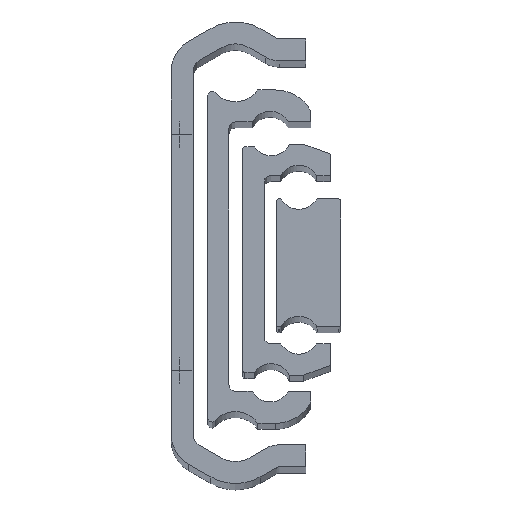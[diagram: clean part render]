
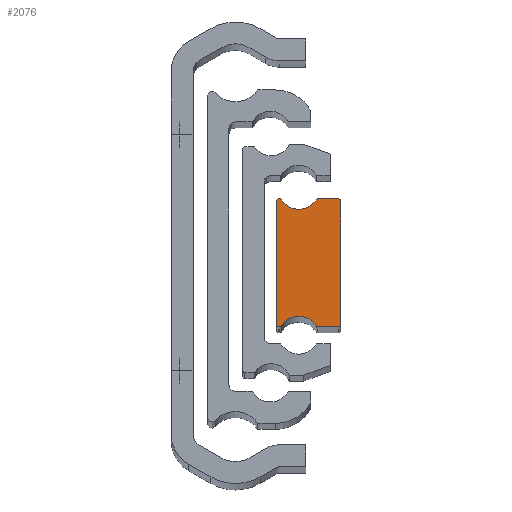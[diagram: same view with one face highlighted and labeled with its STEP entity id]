
A CAD part, top view. The second image highlights one B-rep face of the part: STEP entity #2076.
In plain terms, the highlighted planar face has unit normal (0, 0, 1).
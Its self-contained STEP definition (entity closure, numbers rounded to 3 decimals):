
#73 = CARTESIAN_POINT ( 'NONE',  ( 19.45, 9.2, 501.5 ) ) ;
#74 = PLANE ( 'NONE',  #3656 ) ;
#76 = DIRECTION ( 'NONE',  ( 0., 0., 1. ) ) ;
#77 = DIRECTION ( 'NONE',  ( 1., 0., 0. ) ) ;
#185 = CARTESIAN_POINT ( 'NONE',  ( 10.25, 9.3, 501.5 ) ) ;
#194 = CARTESIAN_POINT ( 'NONE',  ( 16.32, 9.5, 501.5 ) ) ;
#217 = CARTESIAN_POINT ( 'NONE',  ( 10.45, -9.5, 501.5 ) ) ;
#221 = CARTESIAN_POINT ( 'NONE',  ( 19.45, 9.5, 501.5 ) ) ;
#223 = CARTESIAN_POINT ( 'NONE',  ( 10.68, -9.5, 501.5 ) ) ;
#232 = CARTESIAN_POINT ( 'NONE',  ( 19.45, -9.5, 501.5 ) ) ;
#282 = CARTESIAN_POINT ( 'NONE',  ( 19.75, -9.2, 501.5 ) ) ;
#283 = CARTESIAN_POINT ( 'NONE',  ( 16.067, 9.361, 501.5 ) ) ;
#329 = CARTESIAN_POINT ( 'NONE',  ( 10.68, 9.5, 501.5 ) ) ;
#331 = CARTESIAN_POINT ( 'NONE',  ( 10.45, 9.5, 501.5 ) ) ;
#363 = CARTESIAN_POINT ( 'NONE',  ( 10.25, -9.3, 501.5 ) ) ;
#372 = CARTESIAN_POINT ( 'NONE',  ( 10.933, 9.361, 501.5 ) ) ;
#380 = CARTESIAN_POINT ( 'NONE',  ( 16.32, -9.5, 501.5 ) ) ;
#381 = CARTESIAN_POINT ( 'NONE',  ( 16.067, -9.361, 501.5 ) ) ;
#398 = CARTESIAN_POINT ( 'NONE',  ( 10.933, -9.361, 501.5 ) ) ;
#400 = CARTESIAN_POINT ( 'NONE',  ( 19.75, 9.2, 501.5 ) ) ;
#483 = CARTESIAN_POINT ( 'NONE',  ( 19.45, 9.2, 501.5 ) ) ;
#484 = DIRECTION ( 'NONE',  ( 0., 0., 1. ) ) ;
#485 = DIRECTION ( 'NONE',  ( 1., 0., 0. ) ) ;
#536 = CARTESIAN_POINT ( 'NONE',  ( 10.68, -9.2, 501.5 ) ) ;
#538 = DIRECTION ( 'NONE',  ( 0., 0., 1. ) ) ;
#539 = DIRECTION ( 'NONE',  ( 1., 0., 0. ) ) ;
#547 = CARTESIAN_POINT ( 'NONE',  ( 19.45, 9.5, 501.5 ) ) ;
#548 = DIRECTION ( 'NONE',  ( -1., 0., 0. ) ) ;
#661 = CARTESIAN_POINT ( 'NONE',  ( 10.68, 9.2, 501.5 ) ) ;
#667 = DIRECTION ( 'NONE',  ( 0., 0., 1. ) ) ;
#668 = DIRECTION ( 'NONE',  ( 1., 0., 0. ) ) ;
#711 = CARTESIAN_POINT ( 'NONE',  ( 19.45, -9.2, 501.5 ) ) ;
#716 = DIRECTION ( 'NONE',  ( 0., 0., 1. ) ) ;
#717 = DIRECTION ( 'NONE',  ( 1., 0., 0. ) ) ;
#725 = CARTESIAN_POINT ( 'NONE',  ( 13.5, 10.99, 501.5 ) ) ;
#726 = DIRECTION ( 'NONE',  ( 0., 0., -1. ) ) ;
#727 = DIRECTION ( 'NONE',  ( 1., 0., 0. ) ) ;
#797 = CARTESIAN_POINT ( 'NONE',  ( 16.32, -9.2, 501.5 ) ) ;
#802 = DIRECTION ( 'NONE',  ( 0., 0., 1. ) ) ;
#803 = DIRECTION ( 'NONE',  ( 1., 0., 0. ) ) ;
#837 = CARTESIAN_POINT ( 'NONE',  ( 16.32, 9.2, 501.5 ) ) ;
#846 = DIRECTION ( 'NONE',  ( 0., 0., 1. ) ) ;
#847 = DIRECTION ( 'NONE',  ( 1., 0., 0. ) ) ;
#853 = CARTESIAN_POINT ( 'NONE',  ( 10.68, 9.5, 501.5 ) ) ;
#854 = DIRECTION ( 'NONE',  ( -1., 0., 0. ) ) ;
#860 = CARTESIAN_POINT ( 'NONE',  ( 10.45, 9.3, 501.5 ) ) ;
#863 = DIRECTION ( 'NONE',  ( 0., 0., 1. ) ) ;
#864 = DIRECTION ( 'NONE',  ( 1., 0., 0. ) ) ;
#904 = CARTESIAN_POINT ( 'NONE',  ( 10.25, 9.3, 501.5 ) ) ;
#905 = DIRECTION ( 'NONE',  ( 0., -1., 0. ) ) ;
#917 = CARTESIAN_POINT ( 'NONE',  ( 13.5, -10.99, 501.5 ) ) ;
#926 = DIRECTION ( 'NONE',  ( 0., 0., -1. ) ) ;
#927 = DIRECTION ( 'NONE',  ( 1., 0., 0. ) ) ;
#938 = CARTESIAN_POINT ( 'NONE',  ( 16.32, -9.5, 501.5 ) ) ;
#939 = DIRECTION ( 'NONE',  ( 1., 0., 0. ) ) ;
#953 = CARTESIAN_POINT ( 'NONE',  ( 19.75, -9.2, 501.5 ) ) ;
#954 = DIRECTION ( 'NONE',  ( 0., 1., 0. ) ) ;
#958 = CARTESIAN_POINT ( 'NONE',  ( 10.45, -9.5, 501.5 ) ) ;
#959 = DIRECTION ( 'NONE',  ( 1., 0., 0. ) ) ;
#969 = CARTESIAN_POINT ( 'NONE',  ( 10.45, -9.3, 501.5 ) ) ;
#975 = DIRECTION ( 'NONE',  ( 0., 0., 1. ) ) ;
#976 = DIRECTION ( 'NONE',  ( 1., 0., 0. ) ) ;
#1615 = ORIENTED_EDGE ( 'NONE', *, *, #3471, .T. ) ;
#1628 = ORIENTED_EDGE ( 'NONE', *, *, #3438, .T. ) ;
#1630 = ORIENTED_EDGE ( 'NONE', *, *, #3307, .T. ) ;
#1639 = ORIENTED_EDGE ( 'NONE', *, *, #3282, .T. ) ;
#1641 = ORIENTED_EDGE ( 'NONE', *, *, #3456, .T. ) ;
#1645 = ORIENTED_EDGE ( 'NONE', *, *, #3357, .T. ) ;
#1692 = ORIENTED_EDGE ( 'NONE', *, *, #3412, .T. ) ;
#1693 = ORIENTED_EDGE ( 'NONE', *, *, #3303, .T. ) ;
#1696 = ORIENTED_EDGE ( 'NONE', *, *, #3434, .T. ) ;
#1698 = ORIENTED_EDGE ( 'NONE', *, *, #3486, .T. ) ;
#1699 = ORIENTED_EDGE ( 'NONE', *, *, #3431, .T. ) ;
#1700 = ORIENTED_EDGE ( 'NONE', *, *, #3465, .T. ) ;
#1701 = ORIENTED_EDGE ( 'NONE', *, *, #3479, .T. ) ;
#1706 = ORIENTED_EDGE ( 'NONE', *, *, #3477, .T. ) ;
#1710 = ORIENTED_EDGE ( 'NONE', *, *, #3376, .T. ) ;
#1826 = EDGE_LOOP ( 'NONE', ( #1639, #1630, #1699, #1848, #1645, #1696, #1628, #1641, #1698, #1701, #1693, #1700, #1692, #1615, #1710, #1706 ) ) ;
#1848 = ORIENTED_EDGE ( 'NONE', *, *, #3380, .T. ) ;
#2076 = ADVANCED_FACE ( 'NONE', ( #4386 ), #74, .T. ) ;
#2504 = VERTEX_POINT ( 'NONE', #185 ) ;
#2514 = VERTEX_POINT ( 'NONE', #194 ) ;
#2537 = VERTEX_POINT ( 'NONE', #217 ) ;
#2541 = VERTEX_POINT ( 'NONE', #221 ) ;
#2543 = VERTEX_POINT ( 'NONE', #223 ) ;
#2552 = VERTEX_POINT ( 'NONE', #232 ) ;
#2605 = VERTEX_POINT ( 'NONE', #282 ) ;
#2606 = VERTEX_POINT ( 'NONE', #283 ) ;
#2652 = VERTEX_POINT ( 'NONE', #329 ) ;
#2654 = VERTEX_POINT ( 'NONE', #331 ) ;
#2710 = VERTEX_POINT ( 'NONE', #363 ) ;
#2733 = VERTEX_POINT ( 'NONE', #372 ) ;
#2741 = VERTEX_POINT ( 'NONE', #380 ) ;
#2742 = VERTEX_POINT ( 'NONE', #381 ) ;
#2759 = VERTEX_POINT ( 'NONE', #398 ) ;
#2761 = VERTEX_POINT ( 'NONE', #400 ) ;
#2839 = CIRCLE ( 'NONE', #3692, 0.3 ) ;
#2863 = VECTOR ( 'NONE', #548, 1000. ) ;
#2869 = LINE ( 'NONE', #547, #2863 ) ;
#2870 = CIRCLE ( 'NONE', #3711, 0.3 ) ;
#2955 = CIRCLE ( 'NONE', #3734, 0.3 ) ;
#2983 = CIRCLE ( 'NONE', #3741, 0.3 ) ;
#2991 = CIRCLE ( 'NONE', #3746, 3.04 ) ;
#3041 = CIRCLE ( 'NONE', #3751, 0.3 ) ;
#3067 = LINE ( 'NONE', #853, #3075 ) ;
#3075 = VECTOR ( 'NONE', #854, 1000. ) ;
#3076 = CIRCLE ( 'NONE', #3761, 0.3 ) ;
#3086 = CIRCLE ( 'NONE', #3763, 0.2 ) ;
#3114 = LINE ( 'NONE', #904, #3115 ) ;
#3115 = VECTOR ( 'NONE', #905, 1000. ) ;
#3129 = CIRCLE ( 'NONE', #3776, 3.04 ) ;
#3138 = LINE ( 'NONE', #938, #3139 ) ;
#3139 = VECTOR ( 'NONE', #939, 1000. ) ;
#3144 = LINE ( 'NONE', #958, #3147 ) ;
#3147 = VECTOR ( 'NONE', #959, 1000. ) ;
#3149 = LINE ( 'NONE', #953, #3150 ) ;
#3150 = VECTOR ( 'NONE', #954, 1000. ) ;
#3166 = CIRCLE ( 'NONE', #3783, 0.2 ) ;
#3282 = EDGE_CURVE ( 'NONE', #2761, #2541, #2839, .T. ) ;
#3303 = EDGE_CURVE ( 'NONE', #2543, #2759, #2870, .T. ) ;
#3307 = EDGE_CURVE ( 'NONE', #2541, #2514, #2869, .T. ) ;
#3357 = EDGE_CURVE ( 'NONE', #2733, #2652, #2955, .T. ) ;
#3376 = EDGE_CURVE ( 'NONE', #2552, #2605, #2983, .T. ) ;
#3380 = EDGE_CURVE ( 'NONE', #2606, #2733, #2991, .T. ) ;
#3412 = EDGE_CURVE ( 'NONE', #2742, #2741, #3041, .T. ) ;
#3431 = EDGE_CURVE ( 'NONE', #2514, #2606, #3076, .T. ) ;
#3434 = EDGE_CURVE ( 'NONE', #2652, #2654, #3067, .T. ) ;
#3438 = EDGE_CURVE ( 'NONE', #2654, #2504, #3086, .T. ) ;
#3456 = EDGE_CURVE ( 'NONE', #2504, #2710, #3114, .T. ) ;
#3465 = EDGE_CURVE ( 'NONE', #2759, #2742, #3129, .T. ) ;
#3471 = EDGE_CURVE ( 'NONE', #2741, #2552, #3138, .T. ) ;
#3477 = EDGE_CURVE ( 'NONE', #2605, #2761, #3149, .T. ) ;
#3479 = EDGE_CURVE ( 'NONE', #2537, #2543, #3144, .T. ) ;
#3486 = EDGE_CURVE ( 'NONE', #2710, #2537, #3166, .T. ) ;
#3656 = AXIS2_PLACEMENT_3D ( 'NONE', #73, #76, #77 ) ;
#3692 = AXIS2_PLACEMENT_3D ( 'NONE', #483, #484, #485 ) ;
#3711 = AXIS2_PLACEMENT_3D ( 'NONE', #536, #538, #539 ) ;
#3734 = AXIS2_PLACEMENT_3D ( 'NONE', #661, #667, #668 ) ;
#3741 = AXIS2_PLACEMENT_3D ( 'NONE', #711, #716, #717 ) ;
#3746 = AXIS2_PLACEMENT_3D ( 'NONE', #725, #726, #727 ) ;
#3751 = AXIS2_PLACEMENT_3D ( 'NONE', #797, #802, #803 ) ;
#3761 = AXIS2_PLACEMENT_3D ( 'NONE', #837, #846, #847 ) ;
#3763 = AXIS2_PLACEMENT_3D ( 'NONE', #860, #863, #864 ) ;
#3776 = AXIS2_PLACEMENT_3D ( 'NONE', #917, #926, #927 ) ;
#3783 = AXIS2_PLACEMENT_3D ( 'NONE', #969, #975, #976 ) ;
#4386 = FACE_OUTER_BOUND ( 'NONE', #1826, .T. ) ;
